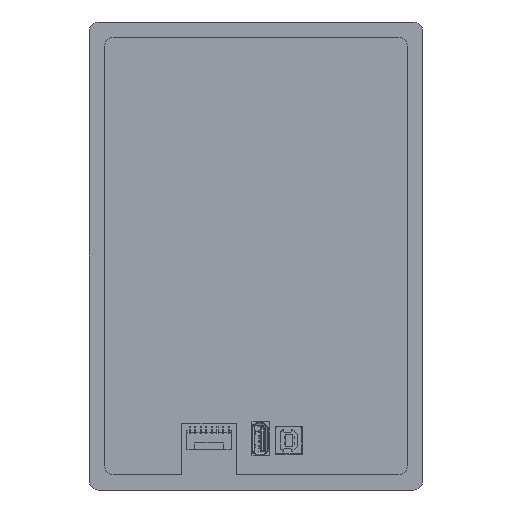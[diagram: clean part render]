
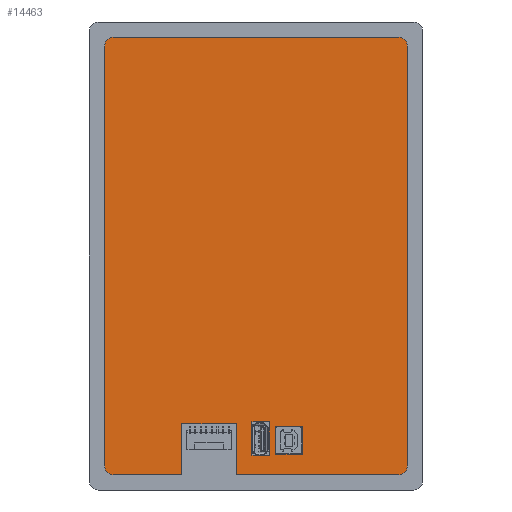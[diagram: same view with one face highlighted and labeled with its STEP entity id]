
A CAD part, front view. The second image highlights one B-rep face of the part: STEP entity #14463.
In plain terms, the highlighted planar face has unit normal (0, -1, 0).
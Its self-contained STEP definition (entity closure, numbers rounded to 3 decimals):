
#169=FACE_BOUND('',#1403,.T.);
#170=FACE_BOUND('',#1404,.T.);
#410=CIRCLE('',#15409,4.);
#411=CIRCLE('',#15412,4.);
#412=CIRCLE('',#15413,4.);
#413=CIRCLE('',#15414,4.);
#638=FACE_OUTER_BOUND('',#1402,.T.);
#1402=EDGE_LOOP('',(#9089,#9090,#9091,#9092,#9093,#9094,#9095,#9096,#9097,
#9098,#9099,#9100));
#1403=EDGE_LOOP('',(#9101,#9102,#9103,#9104));
#1404=EDGE_LOOP('',(#9105,#9106,#9107,#9108));
#2226=LINE('',#20292,#3931);
#2228=LINE('',#20296,#3933);
#2229=LINE('',#20300,#3934);
#2230=LINE('',#20302,#3935);
#2231=LINE('',#20304,#3936);
#2232=LINE('',#20306,#3937);
#2233=LINE('',#20308,#3938);
#2234=LINE('',#20312,#3939);
#2235=LINE('',#20316,#3940);
#2236=LINE('',#20318,#3941);
#2237=LINE('',#20320,#3942);
#2238=LINE('',#20321,#3943);
#2239=LINE('',#20324,#3944);
#2240=LINE('',#20326,#3945);
#2241=LINE('',#20328,#3946);
#2242=LINE('',#20329,#3947);
#3931=VECTOR('',#16512,10.);
#3933=VECTOR('',#16516,10.);
#3934=VECTOR('',#16519,10.);
#3935=VECTOR('',#16520,10.);
#3936=VECTOR('',#16521,10.);
#3937=VECTOR('',#16522,10.);
#3938=VECTOR('',#16523,10.);
#3939=VECTOR('',#16526,10.);
#3940=VECTOR('',#16529,10.);
#3941=VECTOR('',#16530,10.);
#3942=VECTOR('',#16531,10.);
#3943=VECTOR('',#16532,10.);
#3944=VECTOR('',#16533,10.);
#3945=VECTOR('',#16534,10.);
#3946=VECTOR('',#16535,10.);
#3947=VECTOR('',#16536,10.);
#5641=VERTEX_POINT('',#20285);
#5642=VERTEX_POINT('',#20286);
#5643=VERTEX_POINT('',#20291);
#5644=VERTEX_POINT('',#20295);
#5645=VERTEX_POINT('',#20297);
#5646=VERTEX_POINT('',#20299);
#5647=VERTEX_POINT('',#20301);
#5648=VERTEX_POINT('',#20303);
#5649=VERTEX_POINT('',#20305);
#5650=VERTEX_POINT('',#20307);
#5651=VERTEX_POINT('',#20309);
#5652=VERTEX_POINT('',#20311);
#5653=VERTEX_POINT('',#20314);
#5654=VERTEX_POINT('',#20315);
#5655=VERTEX_POINT('',#20317);
#5656=VERTEX_POINT('',#20319);
#5657=VERTEX_POINT('',#20322);
#5658=VERTEX_POINT('',#20323);
#5659=VERTEX_POINT('',#20325);
#5660=VERTEX_POINT('',#20327);
#6982=EDGE_CURVE('',#5641,#5642,#410,.T.);
#6985=EDGE_CURVE('',#5643,#5642,#2226,.T.);
#6987=EDGE_CURVE('',#5641,#5644,#2228,.T.);
#6988=EDGE_CURVE('',#5645,#5644,#411,.T.);
#6989=EDGE_CURVE('',#5645,#5646,#2229,.T.);
#6990=EDGE_CURVE('',#5646,#5647,#2230,.T.);
#6991=EDGE_CURVE('',#5647,#5648,#2231,.T.);
#6992=EDGE_CURVE('',#5648,#5649,#2232,.T.);
#6993=EDGE_CURVE('',#5649,#5650,#2233,.T.);
#6994=EDGE_CURVE('',#5651,#5650,#412,.T.);
#6995=EDGE_CURVE('',#5651,#5652,#2234,.T.);
#6996=EDGE_CURVE('',#5643,#5652,#413,.T.);
#6997=EDGE_CURVE('',#5653,#5654,#2235,.T.);
#6998=EDGE_CURVE('',#5654,#5655,#2236,.T.);
#6999=EDGE_CURVE('',#5655,#5656,#2237,.T.);
#7000=EDGE_CURVE('',#5656,#5653,#2238,.T.);
#7001=EDGE_CURVE('',#5657,#5658,#2239,.T.);
#7002=EDGE_CURVE('',#5658,#5659,#2240,.T.);
#7003=EDGE_CURVE('',#5659,#5660,#2241,.T.);
#7004=EDGE_CURVE('',#5660,#5657,#2242,.T.);
#9089=ORIENTED_EDGE('',*,*,#6982,.F.);
#9090=ORIENTED_EDGE('',*,*,#6987,.T.);
#9091=ORIENTED_EDGE('',*,*,#6988,.F.);
#9092=ORIENTED_EDGE('',*,*,#6989,.T.);
#9093=ORIENTED_EDGE('',*,*,#6990,.T.);
#9094=ORIENTED_EDGE('',*,*,#6991,.T.);
#9095=ORIENTED_EDGE('',*,*,#6992,.T.);
#9096=ORIENTED_EDGE('',*,*,#6993,.T.);
#9097=ORIENTED_EDGE('',*,*,#6994,.F.);
#9098=ORIENTED_EDGE('',*,*,#6995,.T.);
#9099=ORIENTED_EDGE('',*,*,#6996,.F.);
#9100=ORIENTED_EDGE('',*,*,#6985,.T.);
#9101=ORIENTED_EDGE('',*,*,#6997,.T.);
#9102=ORIENTED_EDGE('',*,*,#6998,.T.);
#9103=ORIENTED_EDGE('',*,*,#6999,.T.);
#9104=ORIENTED_EDGE('',*,*,#7000,.T.);
#9105=ORIENTED_EDGE('',*,*,#7001,.T.);
#9106=ORIENTED_EDGE('',*,*,#7002,.T.);
#9107=ORIENTED_EDGE('',*,*,#7003,.T.);
#9108=ORIENTED_EDGE('',*,*,#7004,.T.);
#13111=PLANE('',#15411);
#14463=ADVANCED_FACE('',(#638,#169,#170),#13111,.T.);
#15409=AXIS2_PLACEMENT_3D('',#20287,#16506,#16507);
#15411=AXIS2_PLACEMENT_3D('',#20294,#16514,#16515);
#15412=AXIS2_PLACEMENT_3D('',#20298,#16517,#16518);
#15413=AXIS2_PLACEMENT_3D('',#20310,#16524,#16525);
#15414=AXIS2_PLACEMENT_3D('',#20313,#16527,#16528);
#16506=DIRECTION('center_axis',(0.,1.,0.));
#16507=DIRECTION('ref_axis',(-0.707,0.,0.707));
#16512=DIRECTION('',(-1.,0.,0.));
#16514=DIRECTION('center_axis',(0.,-1.,0.));
#16515=DIRECTION('ref_axis',(0.,0.,-1.));
#16516=DIRECTION('',(0.,0.,-1.));
#16517=DIRECTION('center_axis',(0.,1.,0.));
#16518=DIRECTION('ref_axis',(-0.707,0.,-0.707));
#16519=DIRECTION('',(1.,0.,0.));
#16520=DIRECTION('',(0.,0.,1.));
#16521=DIRECTION('',(1.,0.,0.));
#16522=DIRECTION('',(0.,0.,-1.));
#16523=DIRECTION('',(1.,0.,0.));
#16524=DIRECTION('center_axis',(0.,1.,0.));
#16525=DIRECTION('ref_axis',(0.707,0.,-0.707));
#16526=DIRECTION('',(0.,0.,1.));
#16527=DIRECTION('center_axis',(0.,1.,0.));
#16528=DIRECTION('ref_axis',(0.707,0.,0.707));
#16529=DIRECTION('',(0.,0.,-1.));
#16530=DIRECTION('',(-1.,0.,0.));
#16531=DIRECTION('',(0.,0.,1.));
#16532=DIRECTION('',(1.,0.,0.));
#16533=DIRECTION('',(0.,0.,-1.));
#16534=DIRECTION('',(-1.,0.,0.));
#16535=DIRECTION('',(0.,0.,1.));
#16536=DIRECTION('',(1.,0.,0.));
#20285=CARTESIAN_POINT('',(-142.7,-21.4,-10.8));
#20286=CARTESIAN_POINT('',(-138.7,-21.4,-6.8));
#20287=CARTESIAN_POINT('Origin',(-138.7,-21.4,-10.8));
#20291=CARTESIAN_POINT('',(-10.8,-21.4,-6.8));
#20292=CARTESIAN_POINT('',(-6.8,-21.4,-6.8));
#20294=CARTESIAN_POINT('Origin',(-74.75,-21.4,-105.));
#20295=CARTESIAN_POINT('',(-142.7,-21.4,-199.2));
#20296=CARTESIAN_POINT('',(-142.7,-21.4,-6.8));
#20297=CARTESIAN_POINT('',(-138.7,-21.4,-203.2));
#20298=CARTESIAN_POINT('Origin',(-138.7,-21.4,-199.2));
#20299=CARTESIAN_POINT('',(-108.05,-21.4,-203.2));
#20300=CARTESIAN_POINT('',(-142.7,-21.4,-203.2));
#20301=CARTESIAN_POINT('',(-108.05,-21.4,-180.2));
#20302=CARTESIAN_POINT('',(-108.05,-21.4,-154.1));
#20303=CARTESIAN_POINT('',(-83.55,-21.4,-180.2));
#20304=CARTESIAN_POINT('',(-91.4,-21.4,-180.2));
#20305=CARTESIAN_POINT('',(-83.55,-21.4,-203.2));
#20306=CARTESIAN_POINT('',(-83.55,-21.4,-142.6));
#20307=CARTESIAN_POINT('',(-10.8,-21.4,-203.2));
#20308=CARTESIAN_POINT('',(-142.7,-21.4,-203.2));
#20309=CARTESIAN_POINT('',(-6.8,-21.4,-199.2));
#20310=CARTESIAN_POINT('Origin',(-10.8,-21.4,-199.2));
#20311=CARTESIAN_POINT('',(-6.8,-21.4,-10.8));
#20312=CARTESIAN_POINT('',(-6.8,-21.4,-203.2));
#20313=CARTESIAN_POINT('Origin',(-10.8,-21.4,-10.8));
#20314=CARTESIAN_POINT('',(-54.03,-21.4,-181.4));
#20315=CARTESIAN_POINT('',(-54.03,-21.4,-194.));
#20316=CARTESIAN_POINT('',(-54.03,-21.4,-143.2));
#20317=CARTESIAN_POINT('',(-65.83,-21.4,-194.));
#20318=CARTESIAN_POINT('',(-64.39,-21.4,-194.));
#20319=CARTESIAN_POINT('',(-65.83,-21.4,-181.4));
#20320=CARTESIAN_POINT('',(-65.83,-21.4,-149.5));
#20321=CARTESIAN_POINT('',(-70.29,-21.4,-181.4));
#20322=CARTESIAN_POINT('',(-68.83,-21.4,-179.4));
#20323=CARTESIAN_POINT('',(-68.83,-21.4,-194.5));
#20324=CARTESIAN_POINT('',(-68.83,-21.4,-142.2));
#20325=CARTESIAN_POINT('',(-76.55,-21.4,-194.5));
#20326=CARTESIAN_POINT('',(-71.79,-21.4,-194.5));
#20327=CARTESIAN_POINT('',(-76.55,-21.4,-179.4));
#20328=CARTESIAN_POINT('',(-76.55,-21.4,-149.75));
#20329=CARTESIAN_POINT('',(-75.65,-21.4,-179.4));
